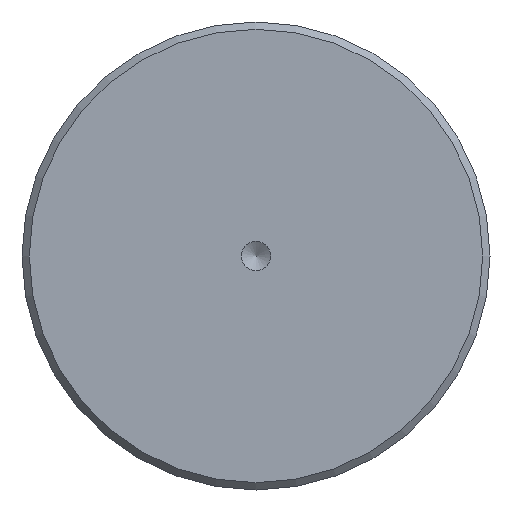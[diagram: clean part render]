
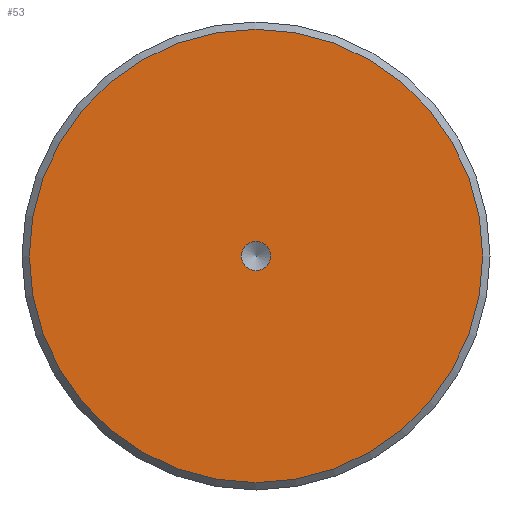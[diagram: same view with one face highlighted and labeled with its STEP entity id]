
A CAD part, front view. The second image highlights one B-rep face of the part: STEP entity #53.
In plain terms, the highlighted planar face has unit normal (0, -1, 0).
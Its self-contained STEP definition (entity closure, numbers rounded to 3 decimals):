
#53 = ADVANCED_FACE( '', ( #116, #117 ), #118, .F. );
#116 = FACE_BOUND( '', #192, .T. );
#117 = FACE_OUTER_BOUND( '', #193, .T. );
#118 = PLANE( '', #194 );
#192 = EDGE_LOOP( '', ( #274 ) );
#193 = EDGE_LOOP( '', ( #275 ) );
#194 = AXIS2_PLACEMENT_3D( '', #276, #277, #278 );
#274 = ORIENTED_EDGE( '', *, *, #354, .F. );
#275 = ORIENTED_EDGE( '', *, *, #357, .T. );
#276 = CARTESIAN_POINT( '', ( 15.5, 0., 0. ) );
#277 = DIRECTION( '', ( 0., 1., 0. ) );
#278 = DIRECTION( '', ( 0., 0., 1. ) );
#354 = EDGE_CURVE( '', #398, #398, #399, .T. );
#357 = EDGE_CURVE( '', #401, #401, #402, .T. );
#398 = VERTEX_POINT( '', #447 );
#399 = CIRCLE( '', #448, 0.999 );
#401 = VERTEX_POINT( '', #450 );
#402 = CIRCLE( '', #451, 15.5 );
#447 = CARTESIAN_POINT( '', ( 0., 0., -0.999 ) );
#448 = AXIS2_PLACEMENT_3D( '', #498, #499, #500 );
#450 = CARTESIAN_POINT( '', ( 0., 0., -15.5 ) );
#451 = AXIS2_PLACEMENT_3D( '', #501, #502, #503 );
#498 = CARTESIAN_POINT( '', ( 0., 0., 0. ) );
#499 = DIRECTION( '', ( 0., -1., 0. ) );
#500 = DIRECTION( '', ( 0., 0., -1. ) );
#501 = CARTESIAN_POINT( '', ( 0., 0., 0. ) );
#502 = DIRECTION( '', ( 0., -1., 0. ) );
#503 = DIRECTION( '', ( 0., 0., -1. ) );
